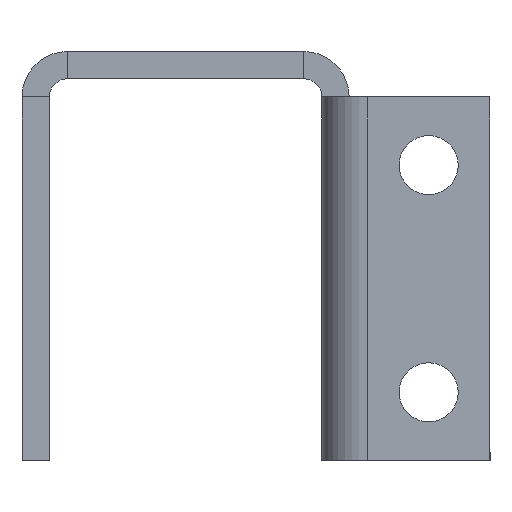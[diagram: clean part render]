
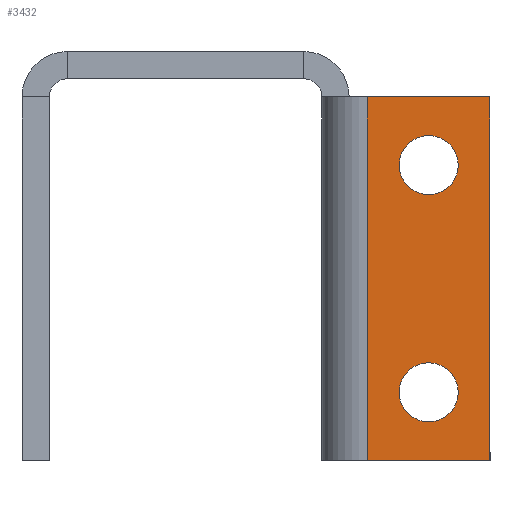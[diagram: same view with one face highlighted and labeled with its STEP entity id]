
A CAD part, left-side view. The second image highlights one B-rep face of the part: STEP entity #3432.
In plain terms, the highlighted planar face has unit normal (-1, 0, 0).
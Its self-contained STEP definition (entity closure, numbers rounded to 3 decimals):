
#107 = CIRCLE ( 'NONE', #1560, 3.25 ) ;
#109 = VERTEX_POINT ( 'NONE', #201 ) ;
#186 = VERTEX_POINT ( 'NONE', #1965 ) ;
#201 = CARTESIAN_POINT ( 'NONE',  ( -324., -2., -45. ) ) ;
#233 = VERTEX_POINT ( 'NONE', #596 ) ;
#260 = VECTOR ( 'NONE', #2268, 1000. ) ;
#281 = DIRECTION ( 'NONE',  ( -1., 0., 0. ) ) ;
#306 = LINE ( 'NONE', #2840, #260 ) ;
#337 = DIRECTION ( 'NONE',  ( 1., 0., 0. ) ) ;
#411 = DIRECTION ( 'NONE',  ( 0., -1., 0. ) ) ;
#443 = DIRECTION ( 'NONE',  ( 0., 0., 1. ) ) ;
#450 = CARTESIAN_POINT ( 'NONE',  ( -324., -2., -5. ) ) ;
#463 = FACE_BOUND ( 'NONE', #2538, .T. ) ;
#498 = AXIS2_PLACEMENT_3D ( 'NONE', #687, #337, #1710 ) ;
#513 = FACE_OUTER_BOUND ( 'NONE', #1323, .T. ) ;
#596 = CARTESIAN_POINT ( 'NONE',  ( -324., -2., -5. ) ) ;
#649 = VECTOR ( 'NONE', #1696, 1000. ) ;
#687 = CARTESIAN_POINT ( 'NONE',  ( -324., 0., 0. ) ) ;
#708 = CIRCLE ( 'NONE', #1096, 3.25 ) ;
#831 = FACE_BOUND ( 'NONE', #2188, .T. ) ;
#848 = CARTESIAN_POINT ( 'NONE',  ( -324., -15.5, 0. ) ) ;
#1096 = AXIS2_PLACEMENT_3D ( 'NONE', #1303, #281, #411 ) ;
#1196 = CARTESIAN_POINT ( 'NONE',  ( -324., -8.75, -37.5 ) ) ;
#1208 = DIRECTION ( 'NONE',  ( -1., 0., 0. ) ) ;
#1255 = DIRECTION ( 'NONE',  ( 0., -1., 0. ) ) ;
#1303 = CARTESIAN_POINT ( 'NONE',  ( -324., -8.75, -12.5 ) ) ;
#1306 = CARTESIAN_POINT ( 'NONE',  ( -324., -12., -12.5 ) ) ;
#1323 = EDGE_LOOP ( 'NONE', ( #2663, #2674, #2677, #2678 ) ) ;
#1337 = CARTESIAN_POINT ( 'NONE',  ( -324., -12., -37.5 ) ) ;
#1409 = PLANE ( 'NONE',  #498 ) ;
#1411 = VERTEX_POINT ( 'NONE', #1681 ) ;
#1550 = LINE ( 'NONE', #2065, #1554 ) ;
#1554 = VECTOR ( 'NONE', #2601, 1000. ) ;
#1560 = AXIS2_PLACEMENT_3D ( 'NONE', #1196, #1208, #1255 ) ;
#1681 = CARTESIAN_POINT ( 'NONE',  ( -324., -15.5, -5. ) ) ;
#1696 = DIRECTION ( 'NONE',  ( 0., 0., 1. ) ) ;
#1710 = DIRECTION ( 'NONE',  ( 0., 1., 0. ) ) ;
#1965 = CARTESIAN_POINT ( 'NONE',  ( -324., -15.5, -45. ) ) ;
#2065 = CARTESIAN_POINT ( 'NONE',  ( -324., 0., -5. ) ) ;
#2158 = LINE ( 'NONE', #450, #2210 ) ;
#2188 = EDGE_LOOP ( 'NONE', ( #2629 ) ) ;
#2210 = VECTOR ( 'NONE', #443, 1000. ) ;
#2268 = DIRECTION ( 'NONE',  ( 0., -1., 0. ) ) ;
#2538 = EDGE_LOOP ( 'NONE', ( #2628 ) ) ;
#2601 = DIRECTION ( 'NONE',  ( 0., 1., 0. ) ) ;
#2628 = ORIENTED_EDGE ( 'NONE', *, *, #3399, .F. ) ;
#2629 = ORIENTED_EDGE ( 'NONE', *, *, #3420, .F. ) ;
#2663 = ORIENTED_EDGE ( 'NONE', *, *, #2931, .F. ) ;
#2674 = ORIENTED_EDGE ( 'NONE', *, *, #3334, .T. ) ;
#2677 = ORIENTED_EDGE ( 'NONE', *, *, #3445, .T. ) ;
#2678 = ORIENTED_EDGE ( 'NONE', *, *, #3086, .T. ) ;
#2831 = LINE ( 'NONE', #848, #649 ) ;
#2840 = CARTESIAN_POINT ( 'NONE',  ( -324., 0., -45. ) ) ;
#2931 = EDGE_CURVE ( 'NONE', #109, #233, #2158, .T. ) ;
#2952 = VERTEX_POINT ( 'NONE', #1337 ) ;
#3086 = EDGE_CURVE ( 'NONE', #1411, #233, #1550, .T. ) ;
#3334 = EDGE_CURVE ( 'NONE', #109, #186, #306, .T. ) ;
#3399 = EDGE_CURVE ( 'NONE', #2952, #2952, #107, .T. ) ;
#3420 = EDGE_CURVE ( 'NONE', #3576, #3576, #708, .T. ) ;
#3432 = ADVANCED_FACE ( 'NONE', ( #463, #831, #513 ), #1409, .F. ) ;
#3445 = EDGE_CURVE ( 'NONE', #186, #1411, #2831, .T. ) ;
#3576 = VERTEX_POINT ( 'NONE', #1306 ) ;
